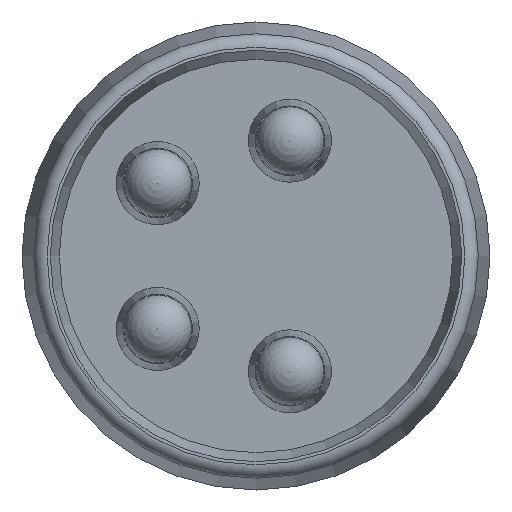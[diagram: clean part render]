
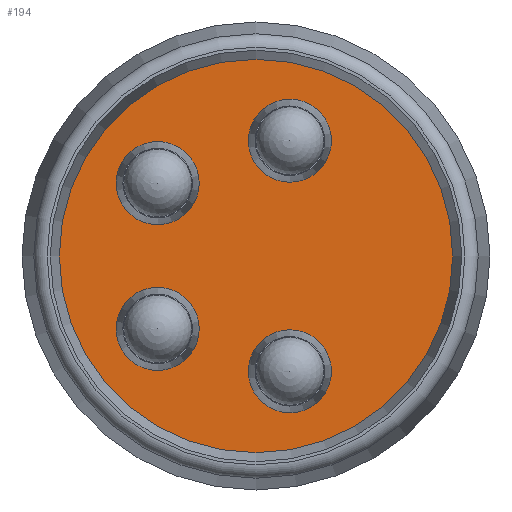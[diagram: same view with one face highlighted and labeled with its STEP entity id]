
A CAD part, front view. The second image highlights one B-rep face of the part: STEP entity #194.
In plain terms, the highlighted planar face has unit normal (0, -1, 0).
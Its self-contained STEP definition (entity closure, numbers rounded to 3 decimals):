
#194=ADVANCED_FACE('',(#284,#285,#286,#287,#288),#239,.F.);
#239=PLANE('',#924);
#284=FACE_BOUND('',#385,.T.);
#285=FACE_BOUND('',#386,.T.);
#286=FACE_BOUND('',#387,.T.);
#287=FACE_BOUND('',#388,.T.);
#288=FACE_BOUND('',#389,.T.);
#385=EDGE_LOOP('',(#569));
#386=EDGE_LOOP('',(#570));
#387=EDGE_LOOP('',(#571));
#388=EDGE_LOOP('',(#572));
#389=EDGE_LOOP('',(#573));
#569=ORIENTED_EDGE('',*,*,#763,.F.);
#570=ORIENTED_EDGE('',*,*,#762,.T.);
#571=ORIENTED_EDGE('',*,*,#761,.T.);
#572=ORIENTED_EDGE('',*,*,#760,.T.);
#573=ORIENTED_EDGE('',*,*,#764,.F.);
#668=VERTEX_POINT('',#1399);
#669=VERTEX_POINT('',#1402);
#670=VERTEX_POINT('',#1405);
#671=VERTEX_POINT('',#1408);
#672=VERTEX_POINT('',#1411);
#760=EDGE_CURVE('',#668,#668,#820,.T.);
#761=EDGE_CURVE('',#669,#669,#821,.T.);
#762=EDGE_CURVE('',#670,#670,#822,.T.);
#763=EDGE_CURVE('',#671,#671,#823,.T.);
#764=EDGE_CURVE('',#672,#672,#824,.T.);
#820=CIRCLE('',#915,0.613);
#821=CIRCLE('',#917,0.613);
#822=CIRCLE('',#919,0.613);
#823=CIRCLE('',#921,2.9);
#824=CIRCLE('',#923,0.613);
#915=AXIS2_PLACEMENT_3D('',#1398,#1139,#1140);
#917=AXIS2_PLACEMENT_3D('',#1401,#1143,#1144);
#919=AXIS2_PLACEMENT_3D('',#1404,#1147,#1148);
#921=AXIS2_PLACEMENT_3D('',#1407,#1151,#1152);
#923=AXIS2_PLACEMENT_3D('',#1410,#1155,#1156);
#924=AXIS2_PLACEMENT_3D('',#1412,#1157,#1158);
#1139=DIRECTION('',(0.,1.,0.));
#1140=DIRECTION('',(0.,0.,-1.));
#1143=DIRECTION('',(0.,1.,0.));
#1144=DIRECTION('',(0.,0.,-1.));
#1147=DIRECTION('',(0.,1.,0.));
#1148=DIRECTION('',(0.,0.,-1.));
#1151=DIRECTION('',(0.,1.,0.));
#1152=DIRECTION('',(0.,0.,-1.));
#1155=DIRECTION('',(0.,-1.,0.));
#1156=DIRECTION('',(0.,0.,-1.));
#1157=DIRECTION('',(0.,1.,0.));
#1158=DIRECTION('',(0.,0.,-1.));
#1398=CARTESIAN_POINT('',(50.5,52.7,1.7));
#1399=CARTESIAN_POINT('',(50.5,52.7,1.087));
#1401=CARTESIAN_POINT('',(48.55,52.7,-1.075));
#1402=CARTESIAN_POINT('',(48.55,52.7,-1.688));
#1404=CARTESIAN_POINT('',(50.5,52.7,-1.7));
#1405=CARTESIAN_POINT('',(50.5,52.7,-2.313));
#1407=CARTESIAN_POINT('',(50.,52.7,0.));
#1408=CARTESIAN_POINT('',(50.,52.7,-2.9));
#1410=CARTESIAN_POINT('',(48.55,52.7,1.075));
#1411=CARTESIAN_POINT('',(48.55,52.7,0.462));
#1412=CARTESIAN_POINT('',(50.,52.7,0.));
